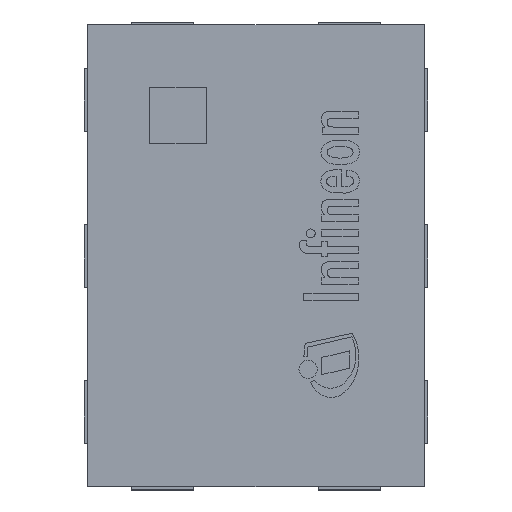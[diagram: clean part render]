
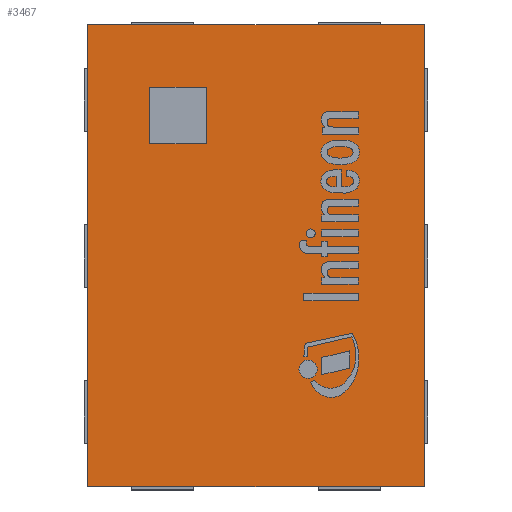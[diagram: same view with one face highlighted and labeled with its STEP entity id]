
A CAD part, top view. The second image highlights one B-rep face of the part: STEP entity #3467.
In plain terms, the highlighted planar face has unit normal (0, 0, 1).
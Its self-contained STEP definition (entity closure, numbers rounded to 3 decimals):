
#141=FACE_BOUND('',#376,.T.);
#152=FACE_OUTER_BOUND('',#375,.T.);
#375=EDGE_LOOP('',(#2309,#2310,#2311,#2312));
#376=EDGE_LOOP('',(#2313,#2314,#2315,#2316));
#603=LINE('',#4802,#1045);
#607=LINE('',#4809,#1049);
#610=LINE('',#4815,#1052);
#612=LINE('',#4818,#1054);
#613=LINE('',#4822,#1055);
#614=LINE('',#4824,#1056);
#615=LINE('',#4826,#1057);
#616=LINE('',#4827,#1058);
#1045=VECTOR('',#3934,1000.);
#1049=VECTOR('',#3940,1000.);
#1052=VECTOR('',#3945,1000.);
#1054=VECTOR('',#3949,1000.);
#1055=VECTOR('',#3952,1000.);
#1056=VECTOR('',#3953,1000.);
#1057=VECTOR('',#3954,1000.);
#1058=VECTOR('',#3955,1000.);
#1487=VERTEX_POINT('',#4799);
#1488=VERTEX_POINT('',#4801);
#1490=VERTEX_POINT('',#4807);
#1492=VERTEX_POINT('',#4813);
#1493=VERTEX_POINT('',#4820);
#1494=VERTEX_POINT('',#4821);
#1495=VERTEX_POINT('',#4823);
#1496=VERTEX_POINT('',#4825);
#1811=EDGE_CURVE('',#1488,#1487,#603,.T.);
#1815=EDGE_CURVE('',#1487,#1490,#607,.T.);
#1818=EDGE_CURVE('',#1490,#1492,#610,.T.);
#1820=EDGE_CURVE('',#1492,#1488,#612,.T.);
#1821=EDGE_CURVE('',#1493,#1494,#613,.T.);
#1822=EDGE_CURVE('',#1495,#1493,#614,.T.);
#1823=EDGE_CURVE('',#1496,#1495,#615,.T.);
#1824=EDGE_CURVE('',#1494,#1496,#616,.T.);
#2309=ORIENTED_EDGE('',*,*,#1811,.T.);
#2310=ORIENTED_EDGE('',*,*,#1815,.T.);
#2311=ORIENTED_EDGE('',*,*,#1818,.T.);
#2312=ORIENTED_EDGE('',*,*,#1820,.T.);
#2313=ORIENTED_EDGE('',*,*,#1821,.F.);
#2314=ORIENTED_EDGE('',*,*,#1822,.F.);
#2315=ORIENTED_EDGE('',*,*,#1823,.F.);
#2316=ORIENTED_EDGE('',*,*,#1824,.F.);
#3265=PLANE('',#3721);
#3467=ADVANCED_FACE('',(#152,#141),#3265,.T.);
#3721=AXIS2_PLACEMENT_3D('',#4819,#3950,#3951);
#3934=DIRECTION('',(0.,1.,0.));
#3940=DIRECTION('',(-1.,0.,0.));
#3945=DIRECTION('',(0.,-1.,0.));
#3949=DIRECTION('',(1.,0.,0.));
#3950=DIRECTION('center_axis',(0.,0.,1.));
#3951=DIRECTION('ref_axis',(1.,0.,0.));
#3952=DIRECTION('',(0.,1.,0.));
#3953=DIRECTION('',(1.,0.,0.));
#3954=DIRECTION('',(0.,-1.,0.));
#3955=DIRECTION('',(-1.,0.,0.));
#4799=CARTESIAN_POINT('',(0.54,0.74,0.4));
#4801=CARTESIAN_POINT('',(0.54,-0.74,0.4));
#4802=CARTESIAN_POINT('',(0.54,0.74,0.4));
#4807=CARTESIAN_POINT('',(-0.54,0.74,0.4));
#4809=CARTESIAN_POINT('',(-0.54,0.74,0.4));
#4813=CARTESIAN_POINT('',(-0.54,-0.74,0.4));
#4815=CARTESIAN_POINT('',(-0.54,0.74,0.4));
#4818=CARTESIAN_POINT('',(-0.54,-0.74,0.4));
#4819=CARTESIAN_POINT('Origin',(0.,0.,0.4));
#4820=CARTESIAN_POINT('',(-0.16,0.36,0.4));
#4821=CARTESIAN_POINT('',(-0.16,0.54,0.4));
#4822=CARTESIAN_POINT('',(-0.16,0.54,0.4));
#4823=CARTESIAN_POINT('',(-0.34,0.36,0.4));
#4824=CARTESIAN_POINT('',(-0.34,0.36,0.4));
#4825=CARTESIAN_POINT('',(-0.34,0.54,0.4));
#4826=CARTESIAN_POINT('',(-0.34,0.54,0.4));
#4827=CARTESIAN_POINT('',(-0.34,0.54,0.4));
